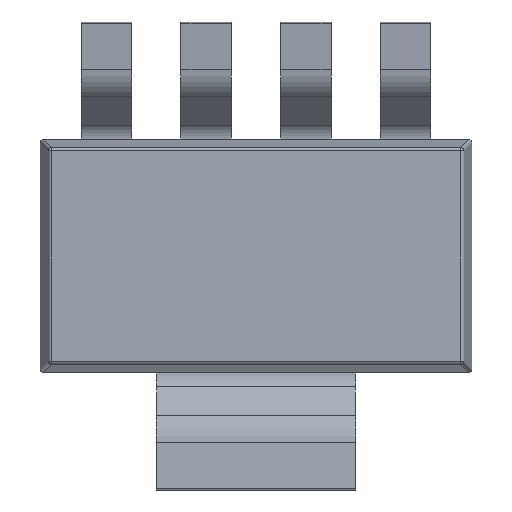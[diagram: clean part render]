
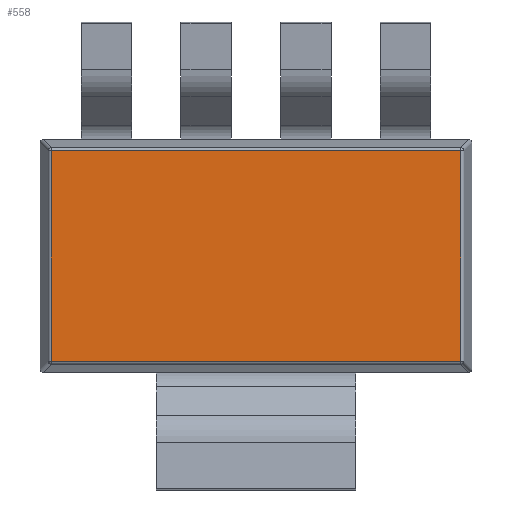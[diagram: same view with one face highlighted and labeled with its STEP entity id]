
A CAD part, front view. The second image highlights one B-rep face of the part: STEP entity #558.
In plain terms, the highlighted planar face has unit normal (0, -1, 0).
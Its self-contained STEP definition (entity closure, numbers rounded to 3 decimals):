
#20 = EDGE_CURVE ( 'NONE', #2803, #1998, #837, .T. ) ;
#85 = VECTOR ( 'NONE', #2499, 1000. ) ;
#177 = CARTESIAN_POINT ( 'NONE',  ( 3.079, 0.05, 1.58 ) ) ;
#235 = DIRECTION ( 'NONE',  ( -1., 0., 0. ) ) ;
#330 = EDGE_CURVE ( 'NONE', #3289, #2803, #3307, .T. ) ;
#484 = ORIENTED_EDGE ( 'NONE', *, *, #20, .F. ) ;
#558 = ADVANCED_FACE ( 'NONE', ( #3305 ), #3039, .F. ) ;
#704 = CARTESIAN_POINT ( 'NONE',  ( -3.25, 0.05, -1.58 ) ) ;
#726 = EDGE_CURVE ( 'NONE', #1788, #3289, #1850, .T. ) ;
#738 = AXIS2_PLACEMENT_3D ( 'NONE', #2502, #2471, #3005 ) ;
#837 = LINE ( 'NONE', #704, #3080 ) ;
#1226 = ORIENTED_EDGE ( 'NONE', *, *, #2624, .F. ) ;
#1296 = CARTESIAN_POINT ( 'NONE',  ( 3.079, 0.05, 1.622 ) ) ;
#1426 = CARTESIAN_POINT ( 'NONE',  ( -3.25, 0.05, 1.58 ) ) ;
#1645 = EDGE_LOOP ( 'NONE', ( #1226, #484, #3025, #2308 ) ) ;
#1724 = VECTOR ( 'NONE', #3302, 1000. ) ;
#1788 = VERTEX_POINT ( 'NONE', #1860 ) ;
#1850 = LINE ( 'NONE', #1426, #85 ) ;
#1860 = CARTESIAN_POINT ( 'NONE',  ( -3.079, 0.05, 1.58 ) ) ;
#1998 = VERTEX_POINT ( 'NONE', #3248 ) ;
#2109 = CARTESIAN_POINT ( 'NONE',  ( -3.079, 0.05, 1.622 ) ) ;
#2308 = ORIENTED_EDGE ( 'NONE', *, *, #726, .F. ) ;
#2426 = DIRECTION ( 'NONE',  ( 0., 0., 1. ) ) ;
#2471 = DIRECTION ( 'NONE',  ( 0., 1., 0. ) ) ;
#2499 = DIRECTION ( 'NONE',  ( 1., 0., 0. ) ) ;
#2502 = CARTESIAN_POINT ( 'NONE',  ( -3.25, 0.05, 1.622 ) ) ;
#2621 = LINE ( 'NONE', #2109, #3024 ) ;
#2624 = EDGE_CURVE ( 'NONE', #1998, #1788, #2621, .T. ) ;
#2803 = VERTEX_POINT ( 'NONE', #3323 ) ;
#3005 = DIRECTION ( 'NONE',  ( 0., 0., -1. ) ) ;
#3024 = VECTOR ( 'NONE', #2426, 1000. ) ;
#3025 = ORIENTED_EDGE ( 'NONE', *, *, #330, .F. ) ;
#3039 = PLANE ( 'NONE',  #738 ) ;
#3080 = VECTOR ( 'NONE', #235, 1000. ) ;
#3248 = CARTESIAN_POINT ( 'NONE',  ( -3.079, 0.05, -1.58 ) ) ;
#3289 = VERTEX_POINT ( 'NONE', #177 ) ;
#3302 = DIRECTION ( 'NONE',  ( 0., 0., -1. ) ) ;
#3305 = FACE_OUTER_BOUND ( 'NONE', #1645, .T. ) ;
#3307 = LINE ( 'NONE', #1296, #1724 ) ;
#3323 = CARTESIAN_POINT ( 'NONE',  ( 3.079, 0.05, -1.58 ) ) ;
